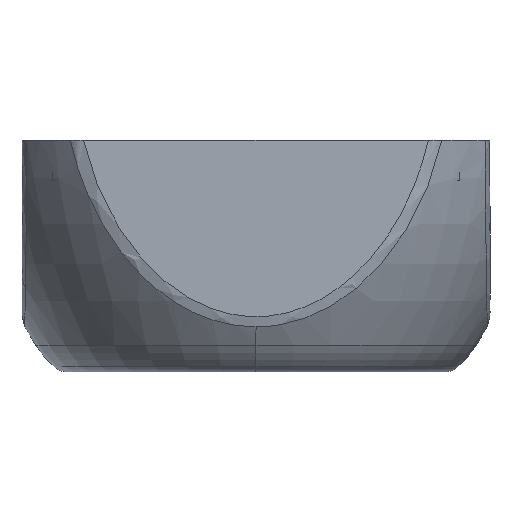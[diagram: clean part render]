
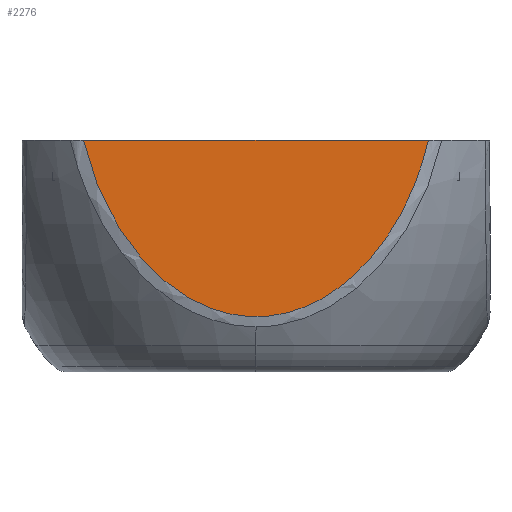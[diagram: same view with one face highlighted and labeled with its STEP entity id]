
A CAD part, left-side view. The second image highlights one B-rep face of the part: STEP entity #2276.
In plain terms, the highlighted planar face has unit normal (-1, 0, 0).
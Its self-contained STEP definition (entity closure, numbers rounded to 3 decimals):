
#5 = CARTESIAN_POINT ( 'NONE',  ( -23., 4.521, -16.516 ) ) ;
#7 = B_SPLINE_CURVE_WITH_KNOTS ( 'NONE', 3,
 ( #2330, #3416, #3147, #453, #1542, #276, #2474, #2406, #1360, #824, #1648, #2457, #2118, #2692, #3206, #2190, #2739, #2938, #489, #5, #1093, #3257, #1575, #1378, #2984, #1345, #2953, #292, #2723, #1876, #520, #3276, #2421, #1611, #2708, #1027, #558, #1915, #3225, #759, #1329, #3001, #1076, #2138, #775, #1842, #2675, #790, #3241, #2170 ),
 .UNSPECIFIED., .F., .F.,
 ( 4, 2, 2, 2, 2, 2, 2, 2, 2, 2, 2, 2, 2, 2, 2, 2, 2, 2, 2, 2, 2, 2, 2, 2, 4 ),
 ( 0., 0.003, 0.007, 0.01, 0.011, 0.013, 0.016, 0.018, 0.02, 0.021, 0.022, 0.023, 0.026, 0.028, 0.03, 0.033, 0.034, 0.036, 0.039, 0.041, 0.043, 0.046, 0.049, 0.051, 0.052 ),
 .UNSPECIFIED. ) ;
#29 = VECTOR ( 'NONE', #3292, 1000. ) ;
#236 = ORIENTED_EDGE ( 'NONE', *, *, #1626, .T. ) ;
#276 = CARTESIAN_POINT ( 'NONE',  ( -23., 14.351, -7.118 ) ) ;
#292 = CARTESIAN_POINT ( 'NONE',  ( -23., -2.188, -17.182 ) ) ;
#453 = CARTESIAN_POINT ( 'NONE',  ( -23., 15.696, -4.171 ) ) ;
#489 = CARTESIAN_POINT ( 'NONE',  ( -23., 5.283, -16.208 ) ) ;
#498 = VERTEX_POINT ( 'NONE', #3361 ) ;
#520 = CARTESIAN_POINT ( 'NONE',  ( -23., -5.32, -16.222 ) ) ;
#558 = CARTESIAN_POINT ( 'NONE',  ( -23., -10.582, -12.394 ) ) ;
#671 = DIRECTION ( 'NONE',  ( 0., 1., 0. ) ) ;
#759 = CARTESIAN_POINT ( 'NONE',  ( -23., -12.648, -9.855 ) ) ;
#775 = CARTESIAN_POINT ( 'NONE',  ( -23., -15.694, -4.176 ) ) ;
#790 = CARTESIAN_POINT ( 'NONE',  ( -23., -16.687, -1.062 ) ) ;
#824 = CARTESIAN_POINT ( 'NONE',  ( -23., 11.971, -10.762 ) ) ;
#1027 = CARTESIAN_POINT ( 'NONE',  ( -23., -9.812, -13.16 ) ) ;
#1076 = CARTESIAN_POINT ( 'NONE',  ( -23., -14.354, -7.112 ) ) ;
#1093 = CARTESIAN_POINT ( 'NONE',  ( -23., 4.262, -16.612 ) ) ;
#1200 = FACE_OUTER_BOUND ( 'NONE', #2149, .T. ) ;
#1302 = ORIENTED_EDGE ( 'NONE', *, *, #2954, .T. ) ;
#1329 = CARTESIAN_POINT ( 'NONE',  ( -23., -12.956, -9.41 ) ) ;
#1345 = CARTESIAN_POINT ( 'NONE',  ( -23., -0.558, -17.367 ) ) ;
#1360 = CARTESIAN_POINT ( 'NONE',  ( -23., 12.623, -9.89 ) ) ;
#1375 = CARTESIAN_POINT ( 'NONE',  ( -23., 30.459, 0. ) ) ;
#1378 = CARTESIAN_POINT ( 'NONE',  ( -23., 2.17, -17.219 ) ) ;
#1433 = VERTEX_POINT ( 'NONE', #1682 ) ;
#1542 = CARTESIAN_POINT ( 'NONE',  ( -23., 15.287, -5.171 ) ) ;
#1575 = CARTESIAN_POINT ( 'NONE',  ( -23., 3.482, -16.866 ) ) ;
#1611 = CARTESIAN_POINT ( 'NONE',  ( -23., -8.127, -14.532 ) ) ;
#1626 = EDGE_CURVE ( 'NONE', #498, #1433, #1957, .T. ) ;
#1648 = CARTESIAN_POINT ( 'NONE',  ( -23., 11.63, -11.185 ) ) ;
#1682 = CARTESIAN_POINT ( 'NONE',  ( -23., 16.94, 0. ) ) ;
#1793 = DIRECTION ( 'NONE',  ( 1., 0., 0. ) ) ;
#1842 = CARTESIAN_POINT ( 'NONE',  ( -23., -16.225, -2.635 ) ) ;
#1876 = CARTESIAN_POINT ( 'NONE',  ( -23., -4.317, -16.638 ) ) ;
#1915 = CARTESIAN_POINT ( 'NONE',  ( -23., -11.655, -11.155 ) ) ;
#1957 = LINE ( 'NONE', #1375, #29 ) ;
#1983 = AXIS2_PLACEMENT_3D ( 'NONE', #2045, #1793, #671 ) ;
#2045 = CARTESIAN_POINT ( 'NONE',  ( -23., 30.459, -31.657 ) ) ;
#2118 = CARTESIAN_POINT ( 'NONE',  ( -23., 9.796, -13.175 ) ) ;
#2138 = CARTESIAN_POINT ( 'NONE',  ( -23., -15.285, -5.175 ) ) ;
#2149 = EDGE_LOOP ( 'NONE', ( #236, #1302 ) ) ;
#2170 = CARTESIAN_POINT ( 'NONE',  ( -23., -16.94, 0. ) ) ;
#2190 = CARTESIAN_POINT ( 'NONE',  ( -23., 7.195, -15.17 ) ) ;
#2276 = ADVANCED_FACE ( 'NONE', ( #1200 ), #2605, .F. ) ;
#2330 = CARTESIAN_POINT ( 'NONE',  ( -23., 16.94, 0. ) ) ;
#2406 = CARTESIAN_POINT ( 'NONE',  ( -23., 12.936, -9.439 ) ) ;
#2421 = CARTESIAN_POINT ( 'NONE',  ( -23., -7.224, -15.151 ) ) ;
#2457 = CARTESIAN_POINT ( 'NONE',  ( -23., 10.565, -12.412 ) ) ;
#2474 = CARTESIAN_POINT ( 'NONE',  ( -23., 13.825, -8.064 ) ) ;
#2605 = PLANE ( 'NONE',  #1983 ) ;
#2675 = CARTESIAN_POINT ( 'NONE',  ( -23., -16.389, -2.113 ) ) ;
#2692 = CARTESIAN_POINT ( 'NONE',  ( -23., 8.537, -14.22 ) ) ;
#2708 = CARTESIAN_POINT ( 'NONE',  ( -23., -8.56, -14.202 ) ) ;
#2723 = CARTESIAN_POINT ( 'NONE',  ( -23., -2.728, -17.071 ) ) ;
#2739 = CARTESIAN_POINT ( 'NONE',  ( -23., 6.731, -15.454 ) ) ;
#2938 = CARTESIAN_POINT ( 'NONE',  ( -23., 5.775, -15.973 ) ) ;
#2953 = CARTESIAN_POINT ( 'NONE',  ( -23., -1.104, -17.329 ) ) ;
#2954 = EDGE_CURVE ( 'NONE', #1433, #498, #7, .T. ) ;
#2984 = CARTESIAN_POINT ( 'NONE',  ( -23., 1.095, -17.368 ) ) ;
#3001 = CARTESIAN_POINT ( 'NONE',  ( -23., -13.832, -8.051 ) ) ;
#3147 = CARTESIAN_POINT ( 'NONE',  ( -23., 16.403, -2.121 ) ) ;
#3206 = CARTESIAN_POINT ( 'NONE',  ( -23., 8.097, -14.553 ) ) ;
#3225 = CARTESIAN_POINT ( 'NONE',  ( -23., -11.999, -10.726 ) ) ;
#3241 = CARTESIAN_POINT ( 'NONE',  ( -23., -16.821, -0.533 ) ) ;
#3257 = CARTESIAN_POINT ( 'NONE',  ( -23., 3.743, -16.787 ) ) ;
#3276 = CARTESIAN_POINT ( 'NONE',  ( -23., -6.755, -15.44 ) ) ;
#3292 = DIRECTION ( 'NONE',  ( 0., 1., 0. ) ) ;
#3361 = CARTESIAN_POINT ( 'NONE',  ( -23., -16.94, 0. ) ) ;
#3416 = CARTESIAN_POINT ( 'NONE',  ( -23., 16.701, -1.067 ) ) ;
